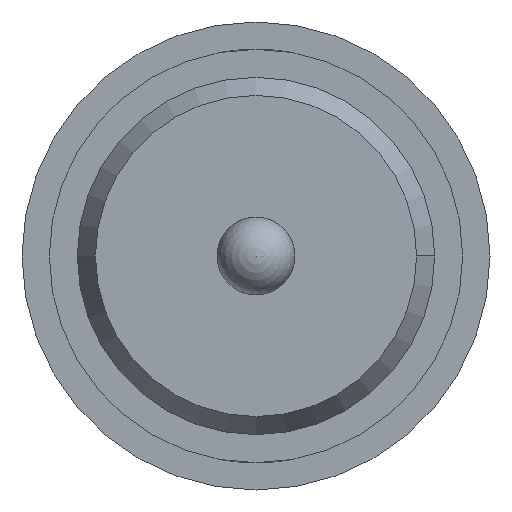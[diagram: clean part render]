
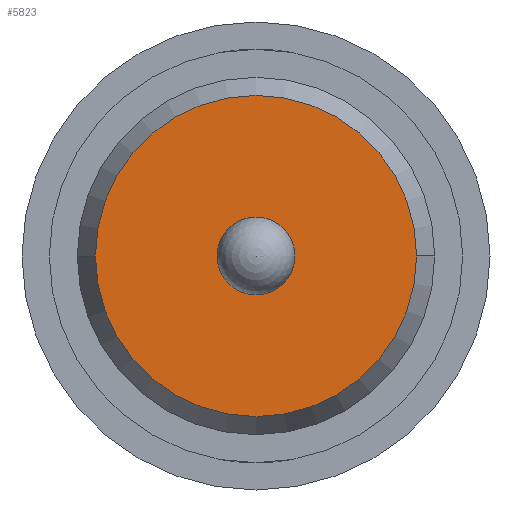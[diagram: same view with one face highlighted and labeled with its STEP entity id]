
A CAD part, front view. The second image highlights one B-rep face of the part: STEP entity #5823.
In plain terms, the highlighted planar face has unit normal (0, -1, 0).
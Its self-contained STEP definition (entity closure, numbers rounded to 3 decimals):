
#127 = EDGE_CURVE ( 'Defeature ausgef�hrt1_51+Defeature ausgef�hrt1_55+Defeature ausgef�hrt1_55+Defeature ausgef�hrt1_55', #2483, #3903, #2960, .T. ) ;
#132 = CARTESIAN_POINT ( 'NONE',  ( -1.03, -28.6, 0. ) ) ;
#234 = FACE_OUTER_BOUND ( 'NONE', #4034, .T. ) ;
#261 = CIRCLE ( 'NONE', #3513, 1.03 ) ;
#353 = EDGE_LOOP ( 'NONE', ( #3895, #3431 ) ) ;
#441 = EDGE_CURVE ( 'Defeature ausgef�hrt1_51+Defeature ausgef�hrt1_55+Defeature ausgef�hrt1_55+Defeature ausgef�hrt1_55', #3903, #2483, #517, .T. ) ;
#517 = CIRCLE ( 'NONE', #1458, 0.25 ) ;
#910 = CARTESIAN_POINT ( 'NONE',  ( 0., -28.6, 0.25 ) ) ;
#1096 = PLANE ( 'NONE',  #2864 ) ;
#1458 = AXIS2_PLACEMENT_3D ( 'NONE', #1598, #5663, #4846 ) ;
#1536 = CARTESIAN_POINT ( 'NONE',  ( -1.145, -28.6, 0. ) ) ;
#1598 = CARTESIAN_POINT ( 'NONE',  ( 0., -28.6, 0. ) ) ;
#1871 = CIRCLE ( 'NONE', #5442, 1.03 ) ;
#2429 = VERTEX_POINT ( 'NONE', #132 ) ;
#2483 = VERTEX_POINT ( 'NONE', #4724 ) ;
#2582 = CARTESIAN_POINT ( 'NONE',  ( 0., -28.6, 0. ) ) ;
#2864 = AXIS2_PLACEMENT_3D ( 'NONE', #1536, #4797, #3827 ) ;
#2960 = CIRCLE ( 'NONE', #4871, 0.25 ) ;
#3065 = DIRECTION ( 'NONE',  ( 0., 1., 0. ) ) ;
#3100 = DIRECTION ( 'NONE',  ( 1., 0., 0. ) ) ;
#3258 = CARTESIAN_POINT ( 'NONE',  ( 1.03, -28.6, 0. ) ) ;
#3309 = ORIENTED_EDGE ( 'NONE', *, *, #5126, .T. ) ;
#3431 = ORIENTED_EDGE ( 'NONE', *, *, #127, .T. ) ;
#3494 = EDGE_CURVE ( 'Defeature ausgef�hrt1_51+Defeature ausgef�hrt1_53+Defeature ausgef�hrt1_53+Defeature ausgef�hrt1_53', #2429, #3626, #261, .T. ) ;
#3513 = AXIS2_PLACEMENT_3D ( 'NONE', #4102, #5895, #3100 ) ;
#3516 = ORIENTED_EDGE ( 'NONE', *, *, #3494, .T. ) ;
#3626 = VERTEX_POINT ( 'NONE', #3258 ) ;
#3827 = DIRECTION ( 'NONE',  ( 1., 0., 0. ) ) ;
#3895 = ORIENTED_EDGE ( 'NONE', *, *, #441, .T. ) ;
#3903 = VERTEX_POINT ( 'NONE', #910 ) ;
#4034 = EDGE_LOOP ( 'NONE', ( #3516, #3309 ) ) ;
#4102 = CARTESIAN_POINT ( 'NONE',  ( 0., -28.6, 0. ) ) ;
#4724 = CARTESIAN_POINT ( 'NONE',  ( 0., -28.6, -0.25 ) ) ;
#4797 = DIRECTION ( 'NONE',  ( 0., -1., 0. ) ) ;
#4846 = DIRECTION ( 'NONE',  ( 0., 0., -1. ) ) ;
#4863 = FACE_BOUND ( 'NONE', #353, .T. ) ;
#4871 = AXIS2_PLACEMENT_3D ( 'NONE', #5000, #3065, #5400 ) ;
#5000 = CARTESIAN_POINT ( 'NONE',  ( 0., -28.6, 0. ) ) ;
#5126 = EDGE_CURVE ( 'Defeature ausgef�hrt1_51+Defeature ausgef�hrt1_53+Defeature ausgef�hrt1_53+Defeature ausgef�hrt1_53', #3626, #2429, #1871, .T. ) ;
#5400 = DIRECTION ( 'NONE',  ( 0., 0., -1. ) ) ;
#5442 = AXIS2_PLACEMENT_3D ( 'NONE', #2582, #5842, #5820 ) ;
#5663 = DIRECTION ( 'NONE',  ( 0., 1., 0. ) ) ;
#5820 = DIRECTION ( 'NONE',  ( 1., 0., 0. ) ) ;
#5823 = ADVANCED_FACE ( 'Defeature ausgef�hrt1_51', ( #4863, #234 ), #1096, .T. ) ;
#5842 = DIRECTION ( 'NONE',  ( 0., -1., 0. ) ) ;
#5895 = DIRECTION ( 'NONE',  ( 0., -1., 0. ) ) ;
